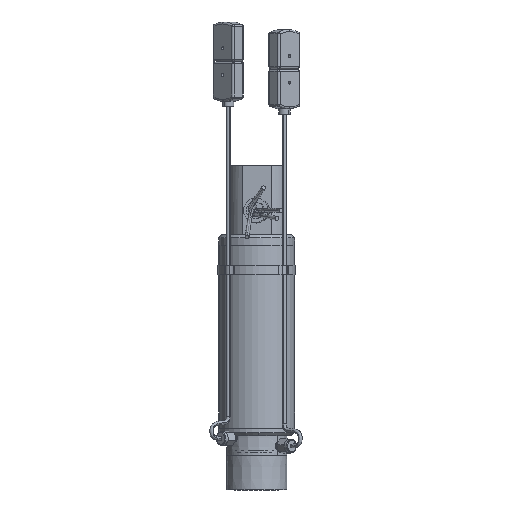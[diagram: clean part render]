
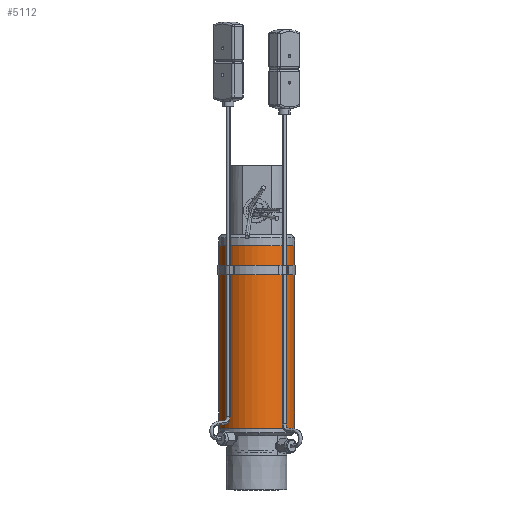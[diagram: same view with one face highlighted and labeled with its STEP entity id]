
A CAD part, front view. The second image highlights one B-rep face of the part: STEP entity #5112.
In plain terms, the highlighted cylindrical face has radius 31.75 mm (diameter 63.5 mm), a partial arc.
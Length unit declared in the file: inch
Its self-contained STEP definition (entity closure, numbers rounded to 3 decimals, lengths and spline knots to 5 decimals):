
#467 = CARTESIAN_POINT ( 'NONE',  ( -5.93606, -0.68147, 7.31172 ) ) ;
#1295 = CARTESIAN_POINT ( 'NONE',  ( -3.49225, -0.15444, 1.29172 ) ) ;
#1299 = CARTESIAN_POINT ( 'NONE',  ( -3.49225, -0.15444, 1.29172 ) ) ;
#1312 = AXIS2_PLACEMENT_3D ( 'NONE', #15460, #6803, #16878 ) ;
#1481 = EDGE_CURVE ( 'NONE', #12076, #14254, #18651, .T. ) ;
#2397 = EDGE_CURVE ( 'NONE', #18146, #12538, #13109, .T. ) ;
#2823 = CARTESIAN_POINT ( 'NONE',  ( -5.93606, -0.68147, 1.29172 ) ) ;
#2840 = AXIS2_PLACEMENT_3D ( 'NONE', #10720, #11813, #11023 ) ;
#3086 = DIRECTION ( 'NONE',  ( 0., 0., 1. ) ) ;
#5003 = CYLINDRICAL_SURFACE ( 'NONE', #2840, 1.25 ) ;
#5072 = CIRCLE ( 'NONE', #16479, 1.25 ) ;
#5112 = ADVANCED_FACE ( 'NONE', ( #6403 ), #5003, .T. ) ;
#5239 = CARTESIAN_POINT ( 'NONE',  ( -3.49225, -0.15444, 7.31172 ) ) ;
#6331 = ORIENTED_EDGE ( 'NONE', *, *, #15344, .T. ) ;
#6403 = FACE_OUTER_BOUND ( 'NONE', #7462, .T. ) ;
#6803 = DIRECTION ( 'NONE',  ( 0., 0., 1. ) ) ;
#7149 = DIRECTION ( 'NONE',  ( 0., 0., -1. ) ) ;
#7462 = EDGE_LOOP ( 'NONE', ( #13407, #18782, #14258, #6331 ) ) ;
#10720 = CARTESIAN_POINT ( 'NONE',  ( -4.71415, -0.41796, 1.29172 ) ) ;
#11023 = DIRECTION ( 'NONE',  ( 0.978, 0.211, 0. ) ) ;
#11813 = DIRECTION ( 'NONE',  ( 0., 0., 1. ) ) ;
#12076 = VERTEX_POINT ( 'NONE', #1299 ) ;
#12538 = VERTEX_POINT ( 'NONE', #467 ) ;
#13109 = LINE ( 'NONE', #2823, #13790 ) ;
#13407 = ORIENTED_EDGE ( 'NONE', *, *, #2397, .F. ) ;
#13790 = VECTOR ( 'NONE', #3086, 39.37008 ) ;
#14254 = VERTEX_POINT ( 'NONE', #5239 ) ;
#14258 = ORIENTED_EDGE ( 'NONE', *, *, #1481, .T. ) ;
#14261 = EDGE_CURVE ( 'NONE', #18146, #12076, #14893, .T. ) ;
#14893 = CIRCLE ( 'NONE', #1312, 1.25 ) ;
#15344 = EDGE_CURVE ( 'NONE', #14254, #12538, #5072, .T. ) ;
#15460 = CARTESIAN_POINT ( 'NONE',  ( -4.71415, -0.41796, 1.29172 ) ) ;
#15823 = CARTESIAN_POINT ( 'NONE',  ( -4.71415, -0.41796, 7.31172 ) ) ;
#16479 = AXIS2_PLACEMENT_3D ( 'NONE', #15823, #7149, #17218 ) ;
#16878 = DIRECTION ( 'NONE',  ( 0.978, 0.211, 0. ) ) ;
#17218 = DIRECTION ( 'NONE',  ( 0.978, 0.211, 0. ) ) ;
#18146 = VERTEX_POINT ( 'NONE', #18415 ) ;
#18415 = CARTESIAN_POINT ( 'NONE',  ( -5.93606, -0.68147, 1.29172 ) ) ;
#18574 = VECTOR ( 'NONE', #18807, 39.37008 ) ;
#18651 = LINE ( 'NONE', #1295, #18574 ) ;
#18782 = ORIENTED_EDGE ( 'NONE', *, *, #14261, .T. ) ;
#18807 = DIRECTION ( 'NONE',  ( 0., 0., 1. ) ) ;
